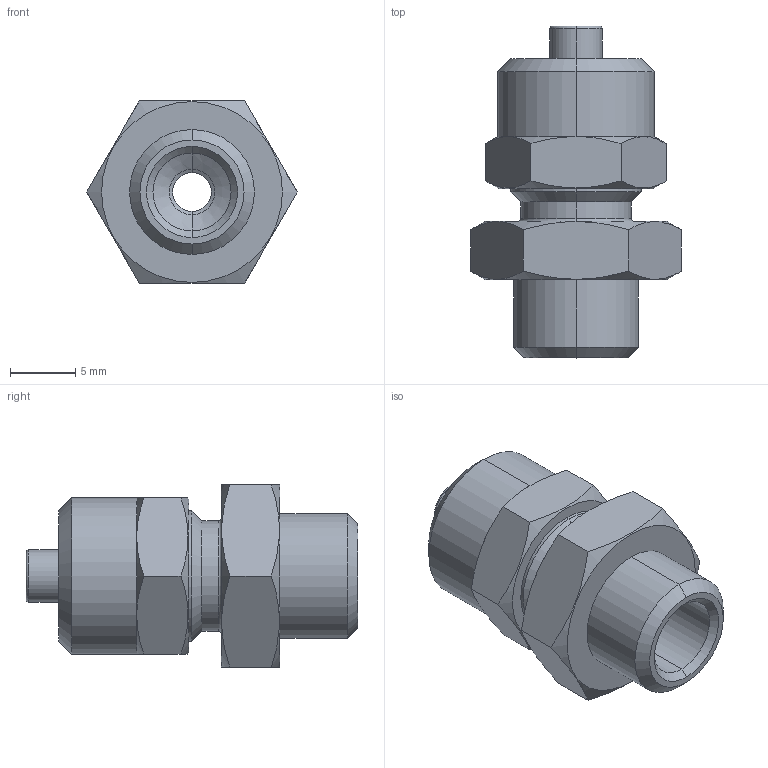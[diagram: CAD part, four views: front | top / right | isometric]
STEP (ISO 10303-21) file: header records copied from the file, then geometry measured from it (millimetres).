
FILE_DESCRIPTION(( 'MC.12.06.18-EPDM.STEP' ), '1');
FILE_NAME( 'MC.12.06.18-EPDM.STEP', '2018-10-01T15:44:23',( 'Sopra'),('sopra-pneumatic.com'), 'SwSTEP 2.0','SolidWorks 2009','' );
FILE_SCHEMA (( 'CONFIG_CONTROL_DESIGN' ));
Length unit declared in the file: millimetre
Products named in the file (1): 02020031
Bounding box: 16.17 x 25.5 x 14 mm (x, y, z)
Volume: 2108 mm3; surface area: 1653.9 mm2
Topology: 1 solids, 1 shells, 73 faces, 160 edges, 94 vertices
Faces by surface type: cone 30, cylinder 20, plane 19, torus 4
Entity records: 2231 total; most frequent: CARTESIAN_POINT 572, DIRECTION 340, ORIENTED_EDGE 320, EDGE_CURVE 160, AXIS2_PLACEMENT_3D 142, VERTEX_POINT 94, EDGE_LOOP 80, FACE_OUTER_BOUND 73
